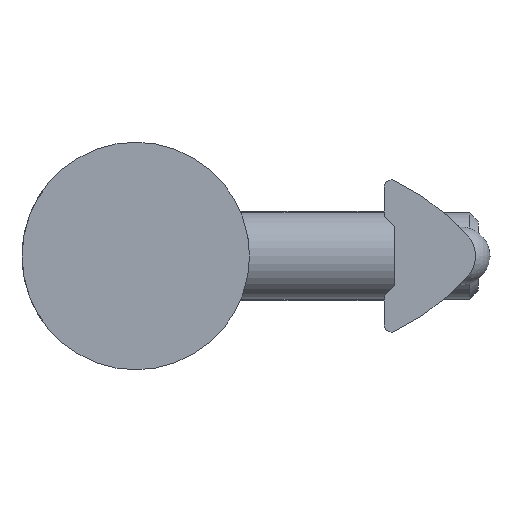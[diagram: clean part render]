
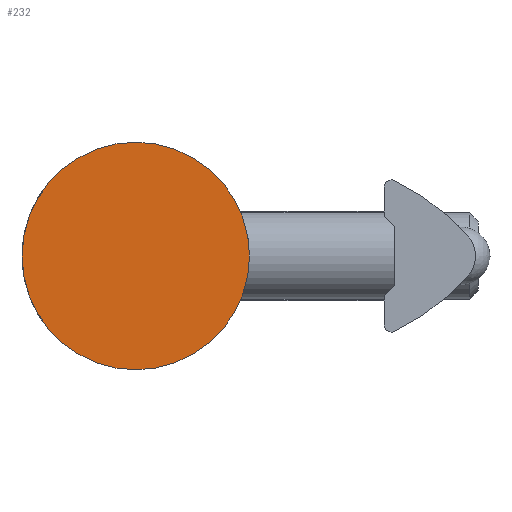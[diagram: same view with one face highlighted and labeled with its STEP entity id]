
A CAD part, front view. The second image highlights one B-rep face of the part: STEP entity #232.
In plain terms, the highlighted planar face has unit normal (0, -1, 0).
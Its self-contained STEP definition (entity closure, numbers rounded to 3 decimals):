
#232 = ADVANCED_FACE( '', ( #447 ), #448, .F. );
#447 = FACE_OUTER_BOUND( '', #686, .T. );
#448 = PLANE( '', #687 );
#686 = EDGE_LOOP( '', ( #1125 ) );
#687 = AXIS2_PLACEMENT_3D( '', #1126, #1127, #1128 );
#1125 = ORIENTED_EDGE( '', *, *, #1426, .T. );
#1126 = CARTESIAN_POINT( '', ( 7.85, 0., 0. ) );
#1127 = DIRECTION( '', ( 0., 1., 0. ) );
#1128 = DIRECTION( '', ( 0., 0., 1. ) );
#1426 = EDGE_CURVE( '', #1722, #1722, #1723, .T. );
#1722 = VERTEX_POINT( '', #2322 );
#1723 = CIRCLE( '', #2323, 7.85 );
#2322 = CARTESIAN_POINT( '', ( 0., 0., -7.85 ) );
#2323 = AXIS2_PLACEMENT_3D( '', #2539, #2540, #2541 );
#2539 = CARTESIAN_POINT( '', ( 0., 0., 0. ) );
#2540 = DIRECTION( '', ( 0., -1., 0. ) );
#2541 = DIRECTION( '', ( 0., 0., -1. ) );
